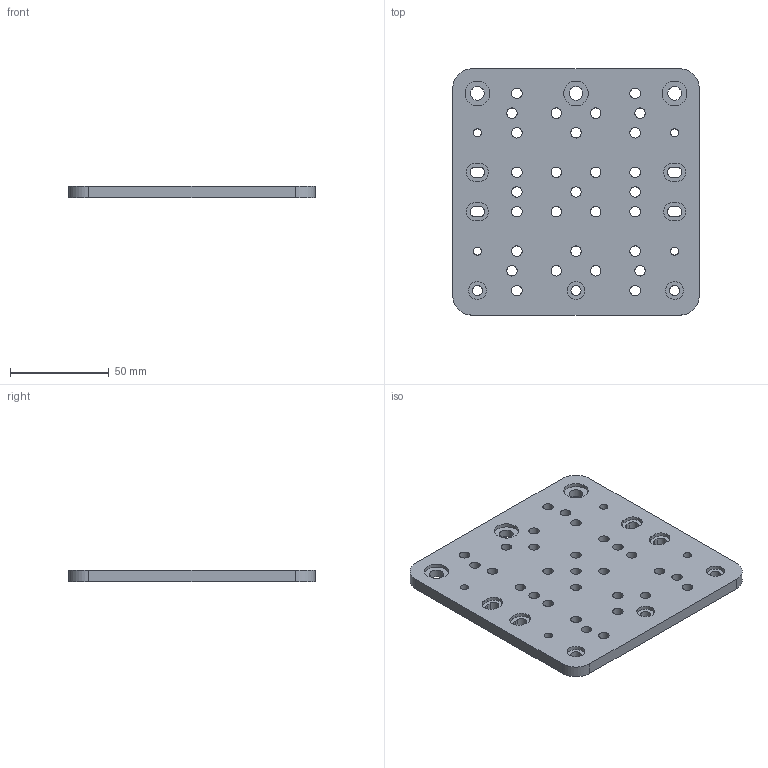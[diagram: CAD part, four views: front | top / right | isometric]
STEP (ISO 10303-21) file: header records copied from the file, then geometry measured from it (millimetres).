
FILE_DESCRIPTION(/* description */ (''),/* implementation_level */ '2;1');
FILE_NAME(/* name */ 'C-BEAM GANTRY PLATE XLARGE (125.125.6).stp',/* time_stamp */ '2023-03-02T15:52:11+02:00',/* author */ ('arnold.brand'),/* organization */ (''),/* preprocessor_version */ 'ST-DEVELOPER v19.2',/* originating_system */ 'Autodesk Inventor 2023',/* authorisation */ '');
FILE_SCHEMA (('AUTOMOTIVE_DESIGN { 1 0 10303 214 3 1 1 }'));
Length unit declared in the file: millimetre
Products named in the file (1): C-BEAM GANTRY PLATE XLARGE (125.125.6)
Bounding box: 125 x 125 x 6 mm (x, y, z)
Volume: 86119.4 mm3; surface area: 36619.6 mm2
Topology: 1 solids, 1 shells, 97 faces, 255 edges, 170 vertices
Faces by surface type: cylinder 65, plane 32
Full cylindrical faces by diameter (mm): 4.134 x4, 5.1 x3, 5.3 x29, 7 x3, 9.1 x3, 12.5 x3
Entity records: 3274 total; most frequent: DIRECTION 581, CARTESIAN_POINT 523, ORIENTED_EDGE 510, EDGE_CURVE 255, AXIS2_PLACEMENT_3D 228, EDGE_LOOP 193, VERTEX_POINT 170, CIRCLE 130
